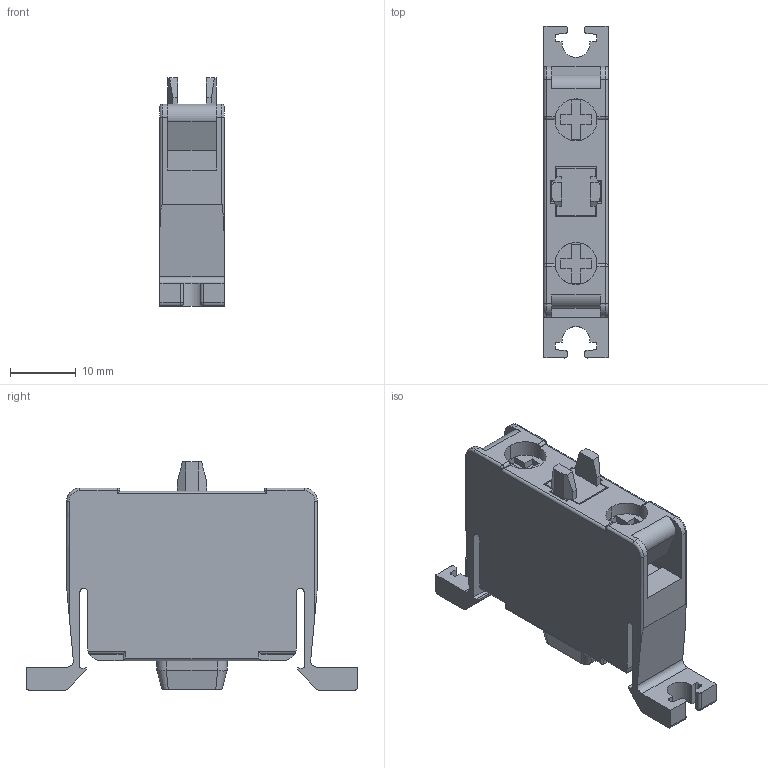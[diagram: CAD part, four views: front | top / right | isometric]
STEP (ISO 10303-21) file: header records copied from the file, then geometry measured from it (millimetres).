
FILE_DESCRIPTION((''),'2;1');
FILE_NAME('800F-BX01','2011-09-27T',('MEDavids'),('Rockwell Automation'),'PRO/ENGINEER BY PARAMETRIC TECHNOLOGY CORPORATION, 2010140','PRO/ENGINEER BY PARAMETRIC TECHNOLOGY CORPORATION, 2010140','');
FILE_SCHEMA(('CONFIG_CONTROL_DESIGN'));
Length unit declared in the file: millimetre
Products named in the file (1): 800F-BX01
Bounding box: 9.8 x 50.6 x 34.8 mm (x, y, z)
Volume: 8463.7 mm3; surface area: 5798.8 mm2
Topology: 1 solids, 1 shells, 283 faces, 788 edges, 504 vertices
Faces by surface type: plane 195, cylinder 74, sphere 4, torus 4, cone 4, bspline 2
Entity records: 9195 total; most frequent: CARTESIAN_POINT 1914, ORIENTED_EDGE 1576, DIRECTION 1418, EDGE_CURVE 788, VECTOR 624, LINE 624, VERTEX_POINT 504, AXIS2_PLACEMENT_3D 397
